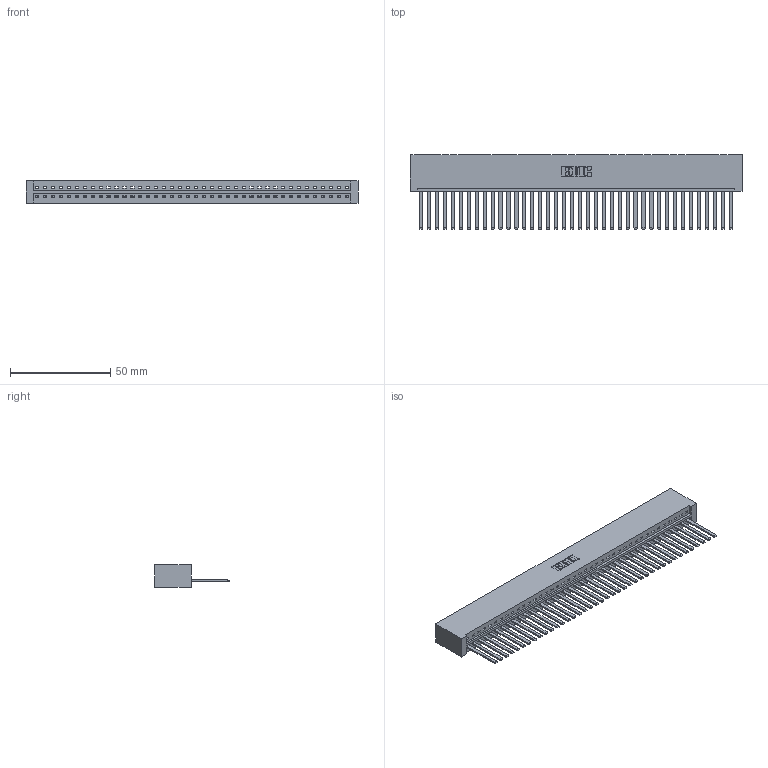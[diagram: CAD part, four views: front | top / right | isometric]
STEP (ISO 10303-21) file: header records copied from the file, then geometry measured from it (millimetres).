
FILE_DESCRIPTION (( 'STEP AP203' ), '1' );
FILE_NAME ('336-040-541-601.STEP', '2020-08-07T23:14:04', ( '' ), ( '' ), 'SwSTEP 2.0', 'SolidWorks 2020', '' );
FILE_SCHEMA (( 'CONFIG_CONTROL_DESIGN' ));
Length unit declared in the file: inch
Products named in the file (3): 336-290-001_336-290-541; 336-040-541-601; 336 Part_Lugless
Assembly tree (41 placements, depth 2):
  336-040-541-601
    336 Part_Lugless
    336-290-001_336-290-541  x40
Bounding box: 165.61 x 37.34 x 11.1 mm (x, y, z)
Volume: 25607.4 mm3; surface area: 27881.5 mm2
Topology: 41 solids, 41 shells, 2106 faces, 6447 edges, 4270 vertices
Faces by surface type: plane 1426, cylinder 680
Entity records: 29434 total; most frequent: CARTESIAN_POINT 5217, ORIENTED_EDGE 5094, DIRECTION 4291, EDGE_CURVE 2547, VECTOR 2423, LINE 2423, VERTEX_POINT 1696, AXIS2_PLACEMENT_3D 934
